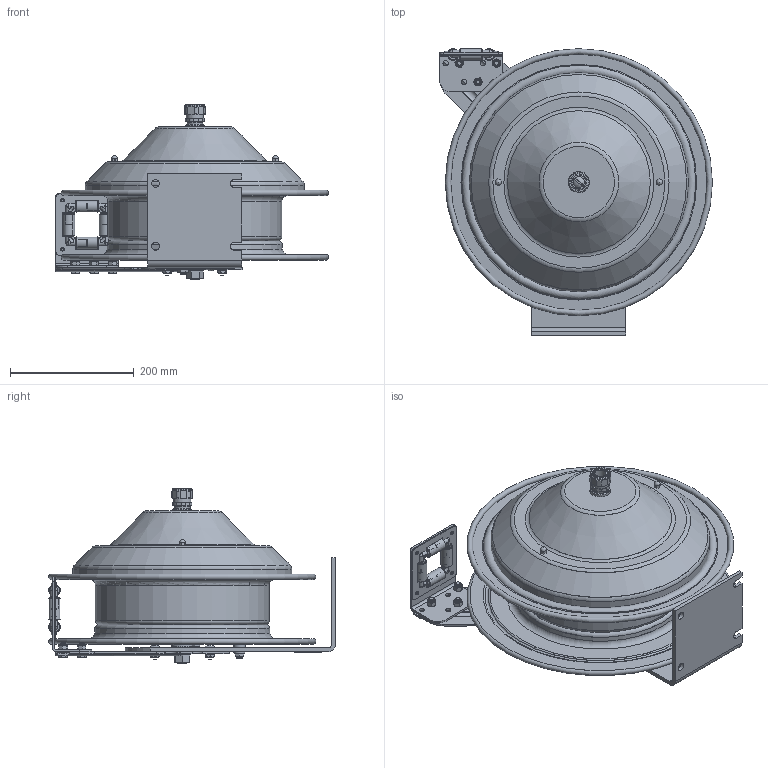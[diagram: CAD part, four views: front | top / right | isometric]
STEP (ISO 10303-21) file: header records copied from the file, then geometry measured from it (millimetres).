
FILE_DESCRIPTION(/* description */ (''),/* implementation_level */ '2;1');
FILE_NAME(/* name */ 'PC17-5010-X_SHARED.stp',/* time_stamp */ '2020-03-18T08:15:31-07:00',/* author */ ('NMelton'),/* organization */ (''),/* preprocessor_version */ 'ST-DEVELOPER v17',/* originating_system */ 'Autodesk Inventor 2019',/* authorisation */ '');
FILE_SCHEMA (('AUTOMOTIVE_DESIGN { 1 0 10303 214 3 1 1 }'));
Length unit declared in the file: inch
Products named in the file (1): PC17-5010-X_SHARED
Bounding box: 441.01 x 463.89 x 281.84 mm (x, y, z)
Surface area: 1152251 mm2 (no closed solid volume)
Topology: 0 solids, 114 shells, 1443 faces, 5487 edges, 4010 vertices
Faces by surface type: plane 657, bspline 275, cylinder 272, cone 138, torus 64, sphere 37
Full cylindrical faces by diameter (mm): 2.54 x1, 3.048 x1, 4.699 x4, 4.826 x2, 5.556 x1, 5.588 x4, 6.35 x4, 7.938 x3, 8.636 x3, 8.731 x4, 11.43 x3, 12.192 x8, 12.7 x2, 15.875 x1, 17.78 x1, 19.05 x5, 25.07 x2, 25.209 x1, 26.326 x1, 28.194 x1, 28.575 x1, 31.242 x1, 32.639 x1, 34.036 x1, 34.925 x1, 35.052 x1, 280.924 x1, 354.076 x1
Entity records: 63245 total; most frequent: CARTESIAN_POINT 18678, ORIENTED_EDGE 8589, DIRECTION 7923, EDGE_CURVE 5446, VERTEX_POINT 4010, LINE 2711, VECTOR 2711, AXIS2_PLACEMENT_3D 2606
